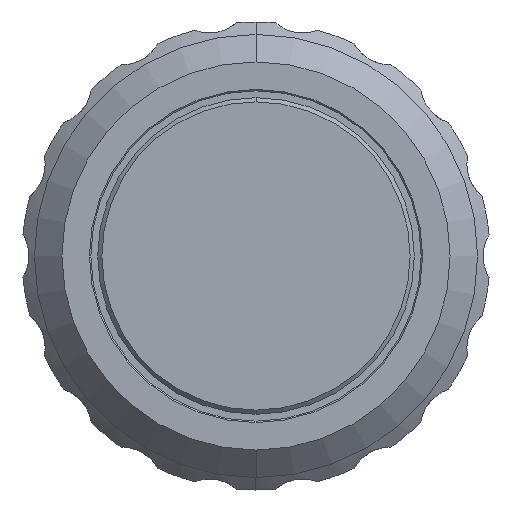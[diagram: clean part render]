
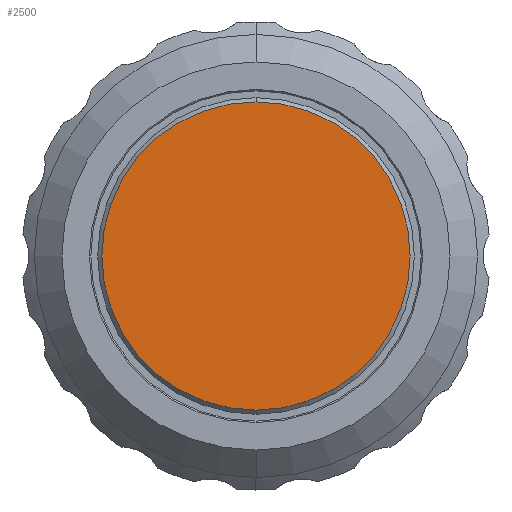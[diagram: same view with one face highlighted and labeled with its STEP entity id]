
A CAD part, front view. The second image highlights one B-rep face of the part: STEP entity #2500.
In plain terms, the highlighted planar face has unit normal (0, -1, 0).
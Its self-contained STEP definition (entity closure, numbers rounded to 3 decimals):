
#19 = AXIS2_PLACEMENT_3D ( 'NONE', #3551, #2977, #2966 ) ;
#326 = DIRECTION ( 'NONE',  ( 0., 0., -1. ) ) ;
#497 = DIRECTION ( 'NONE',  ( 0., 1., 0. ) ) ;
#697 = CIRCLE ( 'NONE', #19, 11.2 ) ;
#845 = CARTESIAN_POINT ( 'NONE',  ( 0., -65.14, 0. ) ) ;
#852 = ORIENTED_EDGE ( 'NONE', *, *, #940, .F. ) ;
#940 = EDGE_CURVE ( 'NONE', #1330, #996, #1451, .T. ) ;
#996 = VERTEX_POINT ( 'NONE', #3929 ) ;
#1005 = AXIS2_PLACEMENT_3D ( 'NONE', #3672, #2137, #326 ) ;
#1169 = CARTESIAN_POINT ( 'NONE',  ( 0., -65.14, -11.2 ) ) ;
#1330 = VERTEX_POINT ( 'NONE', #1169 ) ;
#1443 = DIRECTION ( 'NONE',  ( 0., 0., 1. ) ) ;
#1451 = CIRCLE ( 'NONE', #2075, 11.2 ) ;
#1466 = FACE_OUTER_BOUND ( 'NONE', #3923, .T. ) ;
#1566 = ORIENTED_EDGE ( 'NONE', *, *, #3049, .F. ) ;
#2075 = AXIS2_PLACEMENT_3D ( 'NONE', #845, #497, #1443 ) ;
#2137 = DIRECTION ( 'NONE',  ( 0., -1., 0. ) ) ;
#2171 = PLANE ( 'NONE',  #1005 ) ;
#2500 = ADVANCED_FACE ( 'NONE', ( #1466 ), #2171, .T. ) ;
#2966 = DIRECTION ( 'NONE',  ( 0., 0., 1. ) ) ;
#2977 = DIRECTION ( 'NONE',  ( 0., 1., 0. ) ) ;
#3049 = EDGE_CURVE ( 'NONE', #996, #1330, #697, .T. ) ;
#3551 = CARTESIAN_POINT ( 'NONE',  ( 0., -65.14, 0. ) ) ;
#3672 = CARTESIAN_POINT ( 'NONE',  ( 0., -65.14, 0. ) ) ;
#3923 = EDGE_LOOP ( 'NONE', ( #1566, #852 ) ) ;
#3929 = CARTESIAN_POINT ( 'NONE',  ( 0., -65.14, 11.2 ) ) ;
